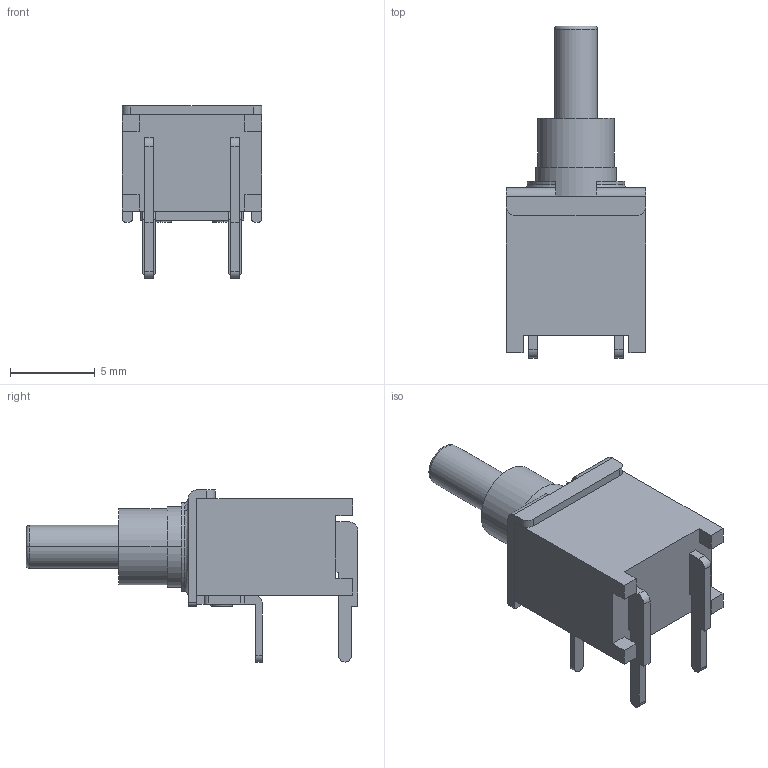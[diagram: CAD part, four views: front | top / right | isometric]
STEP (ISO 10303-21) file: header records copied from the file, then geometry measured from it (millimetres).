
FILE_DESCRIPTION(('FreeCAD Model'),'2;1');
FILE_NAME('SW-800AWSPxM6.step','2016-03-30T17:10:10',( 'Author'),(''),'Open CASCADE STEP processor 6.8','FreeCAD','Unknown' );
FILE_SCHEMA(('AUTOMOTIVE_DESIGN_CC2 { 1 2 10303 214 -1 1 5 4 }'));
Length unit declared in the file: millimetre
Products named in the file (2): ASSEMBLY; SW-800AWSPxM6
Assembly tree (1 placements, depth 2):
  ASSEMBLY
    SW-800AWSPxM6
Bounding box: 8.25 x 19.6 x 10.16 mm (x, y, z)
Volume: 536.2 mm3; surface area: 649.6 mm2
Topology: 1 solids, 1 shells, 128 faces, 363 edges, 240 vertices
Faces by surface type: plane 85, cylinder 35, torus 4, cone 4
Entity records: 14136 total; most frequent: CARTESIAN_POINT 6329, DIRECTION 1195, ORIENTED_EDGE 726, PCURVE 726, DEFINITIONAL_REPRESENTATION 726, LINE 715, VECTOR 715, EDGE_CURVE 363
